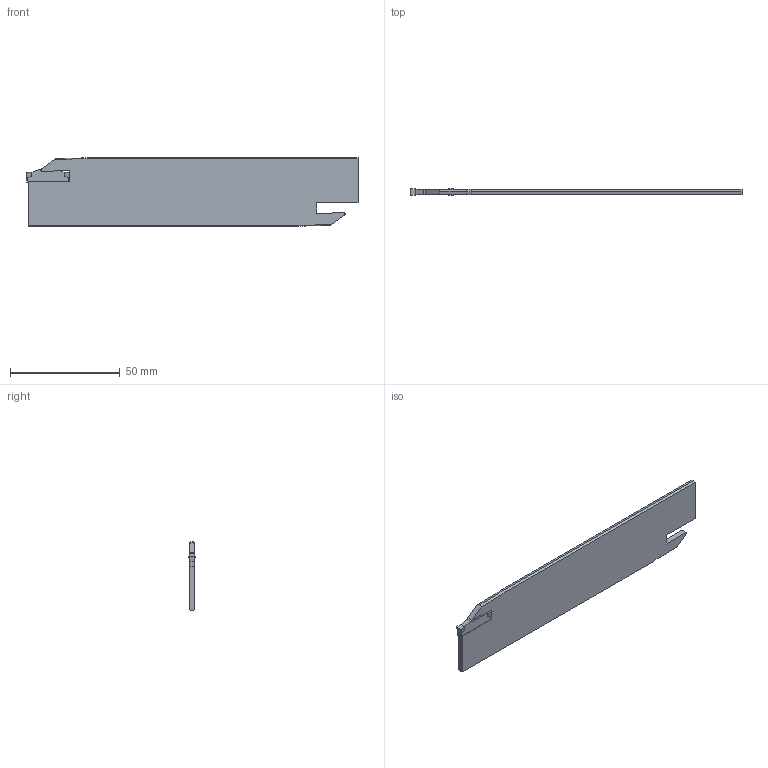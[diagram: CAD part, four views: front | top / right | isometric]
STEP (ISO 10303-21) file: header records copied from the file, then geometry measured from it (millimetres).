
FILE_DESCRIPTION(/* description */ (''),/* implementation_level */ '2;1');
FILE_NAME(/* name */ 'AKL-123-32-3.stp',/* time_stamp */ '2023-10-31T20:01:37+03:00',/* author */ (''),/* organization */ (''),/* preprocessor_version */ 'ST-DEVELOPER v19.4',/* originating_system */ 'SIEMENS PLM Software NX2306.3001',/* authorisation */ '');
FILE_SCHEMA (('AUTOMOTIVE_DESIGN { 1 0 10303 214 3 1 1 1 }'));
Length unit declared in the file: millimetre
Products named in the file (1): AKL-123-32-3_objects
Bounding box: 151 x 3 x 31.36 mm (x, y, z)
Volume: 10700.7 mm3; surface area: 9949.4 mm2
Topology: 2 solids, 2 shells, 54 faces, 142 edges, 92 vertices
Faces by surface type: plane 40, cylinder 10, revolution 4
Entity records: 1825 total; most frequent: CARTESIAN_POINT 437, ORIENTED_EDGE 284, DIRECTION 270, EDGE_CURVE 142, LINE 112, VECTOR 112, VERTEX_POINT 92, AXIS2_PLACEMENT_3D 77
